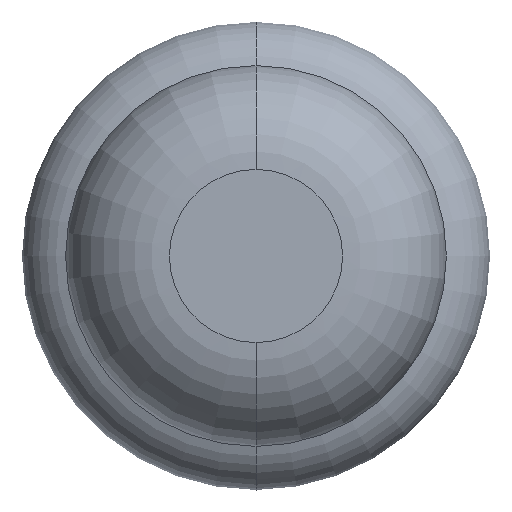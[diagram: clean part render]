
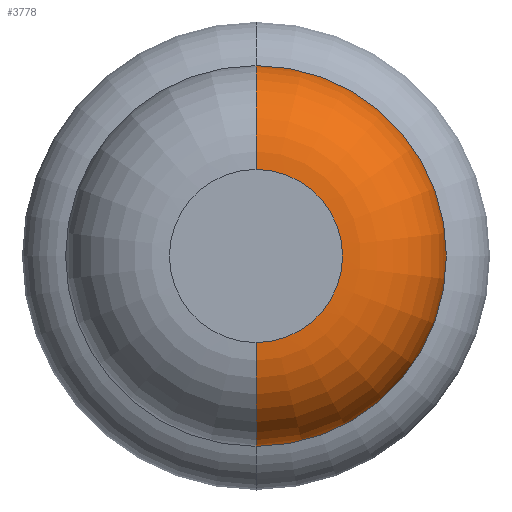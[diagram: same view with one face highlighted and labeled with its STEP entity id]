
A CAD part, front view. The second image highlights one B-rep face of the part: STEP entity #3778.
In plain terms, the highlighted toroidal (fillet/blend) face has major radius 0.375 mm and minor radius 0.45 mm.
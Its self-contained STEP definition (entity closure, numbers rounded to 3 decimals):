
#107 = AXIS2_PLACEMENT_3D ( 'NONE', #1493, #3572, #965 ) ;
#194 = EDGE_CURVE ( 'NONE', #1499, #3580, #2817, .T. ) ;
#198 = DIRECTION ( 'NONE',  ( 0., 1., 0. ) ) ;
#213 = EDGE_LOOP ( 'NONE', ( #2593, #274, #874, #777 ) ) ;
#274 = ORIENTED_EDGE ( 'NONE', *, *, #3123, .T. ) ;
#494 = CARTESIAN_POINT ( 'NONE',  ( 0., -26., 0. ) ) ;
#601 = DIRECTION ( 'NONE',  ( 0., 0., 1. ) ) ;
#638 = CIRCLE ( 'NONE', #2808, 0.825 ) ;
#650 = CARTESIAN_POINT ( 'NONE',  ( 0., -26., 0.375 ) ) ;
#683 = DIRECTION ( 'NONE',  ( -1., 0., 0. ) ) ;
#777 = ORIENTED_EDGE ( 'NONE', *, *, #194, .F. ) ;
#811 = TOROIDAL_SURFACE ( 'NONE', #107, 0.375, 0.45 ) ;
#874 = ORIENTED_EDGE ( 'NONE', *, *, #1307, .F. ) ;
#965 = DIRECTION ( 'NONE',  ( 0., 0., 1. ) ) ;
#1239 = DIRECTION ( 'NONE',  ( 0., 0., 1. ) ) ;
#1247 = AXIS2_PLACEMENT_3D ( 'NONE', #3619, #683, #1239 ) ;
#1307 = EDGE_CURVE ( 'NONE', #3580, #3492, #638, .T. ) ;
#1364 = DIRECTION ( 'NONE',  ( 1., 0., 0. ) ) ;
#1402 = CARTESIAN_POINT ( 'NONE',  ( 0., -25.55, -0.375 ) ) ;
#1493 = CARTESIAN_POINT ( 'NONE',  ( 0., -25.55, 0. ) ) ;
#1499 = VERTEX_POINT ( 'NONE', #650 ) ;
#1589 = AXIS2_PLACEMENT_3D ( 'NONE', #494, #198, #1953 ) ;
#1953 = DIRECTION ( 'NONE',  ( 0., 0., 1. ) ) ;
#2227 = EDGE_CURVE ( 'NONE', #1499, #2466, #2947, .T. ) ;
#2466 = VERTEX_POINT ( 'NONE', #2755 ) ;
#2593 = ORIENTED_EDGE ( 'NONE', *, *, #2227, .T. ) ;
#2716 = CIRCLE ( 'NONE', #3412, 0.45 ) ;
#2755 = CARTESIAN_POINT ( 'NONE',  ( 0., -26., -0.375 ) ) ;
#2808 = AXIS2_PLACEMENT_3D ( 'NONE', #2970, #3568, #601 ) ;
#2817 = CIRCLE ( 'NONE', #1247, 0.45 ) ;
#2947 = CIRCLE ( 'NONE', #1589, 0.375 ) ;
#2970 = CARTESIAN_POINT ( 'NONE',  ( 0., -25.55, 0. ) ) ;
#2994 = CARTESIAN_POINT ( 'NONE',  ( 0., -25.55, 0.825 ) ) ;
#3123 = EDGE_CURVE ( 'NONE', #2466, #3492, #2716, .T. ) ;
#3285 = FACE_OUTER_BOUND ( 'NONE', #213, .T. ) ;
#3412 = AXIS2_PLACEMENT_3D ( 'NONE', #1402, #1364, #3793 ) ;
#3492 = VERTEX_POINT ( 'NONE', #3846 ) ;
#3568 = DIRECTION ( 'NONE',  ( 0., 1., 0. ) ) ;
#3572 = DIRECTION ( 'NONE',  ( 0., 1., 0. ) ) ;
#3580 = VERTEX_POINT ( 'NONE', #2994 ) ;
#3619 = CARTESIAN_POINT ( 'NONE',  ( 0., -25.55, 0.375 ) ) ;
#3778 = ADVANCED_FACE ( 'NONE', ( #3285 ), #811, .T. ) ;
#3793 = DIRECTION ( 'NONE',  ( 0., 0., -1. ) ) ;
#3846 = CARTESIAN_POINT ( 'NONE',  ( 0., -25.55, -0.825 ) ) ;
